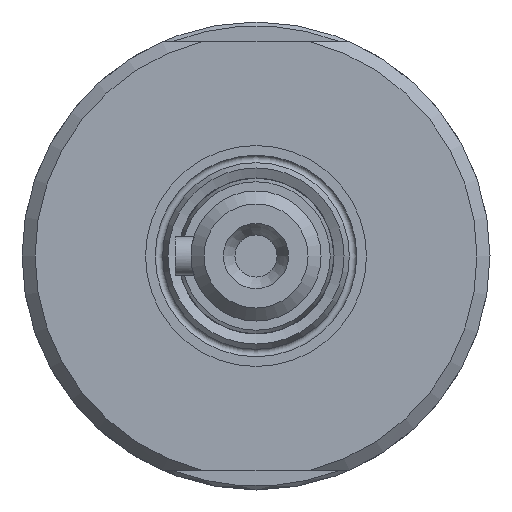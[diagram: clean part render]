
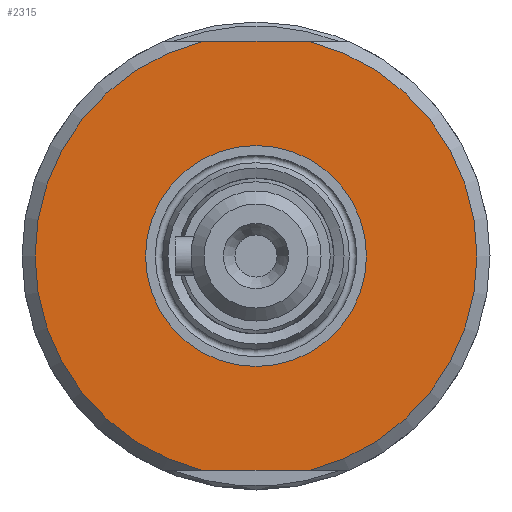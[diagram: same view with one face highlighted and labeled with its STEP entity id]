
A CAD part, left-side view. The second image highlights one B-rep face of the part: STEP entity #2315.
In plain terms, the highlighted planar face has unit normal (-1, 0, 0).
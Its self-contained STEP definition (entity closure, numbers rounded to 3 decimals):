
#260=LINE('',#3801,#473);
#261=LINE('',#3805,#474);
#473=VECTOR('',#3025,10.);
#474=VECTOR('',#3028,10.);
#643=FACE_BOUND('',#879,.T.);
#745=FACE_OUTER_BOUND('',#878,.T.);
#878=EDGE_LOOP('',(#2019,#2020,#2021,#2022));
#879=EDGE_LOOP('',(#2023,#2024));
#955=CIRCLE('',#2499,8.5);
#956=CIRCLE('',#2500,8.5);
#957=CIRCLE('',#2502,17.);
#958=CIRCLE('',#2503,17.);
#1152=VERTEX_POINT('',#3793);
#1153=VERTEX_POINT('',#3794);
#1154=VERTEX_POINT('',#3799);
#1155=VERTEX_POINT('',#3800);
#1156=VERTEX_POINT('',#3802);
#1157=VERTEX_POINT('',#3804);
#1448=EDGE_CURVE('',#1152,#1153,#955,.T.);
#1449=EDGE_CURVE('',#1153,#1152,#956,.T.);
#1451=EDGE_CURVE('',#1154,#1155,#260,.T.);
#1452=EDGE_CURVE('',#1156,#1155,#957,.T.);
#1453=EDGE_CURVE('',#1156,#1157,#261,.T.);
#1454=EDGE_CURVE('',#1154,#1157,#958,.T.);
#2019=ORIENTED_EDGE('',*,*,#1451,.T.);
#2020=ORIENTED_EDGE('',*,*,#1452,.F.);
#2021=ORIENTED_EDGE('',*,*,#1453,.T.);
#2022=ORIENTED_EDGE('',*,*,#1454,.F.);
#2023=ORIENTED_EDGE('',*,*,#1448,.T.);
#2024=ORIENTED_EDGE('',*,*,#1449,.T.);
#2207=PLANE('',#2501);
#2315=ADVANCED_FACE('',(#745,#643),#2207,.T.);
#2499=AXIS2_PLACEMENT_3D('',#3795,#3018,#3019);
#2500=AXIS2_PLACEMENT_3D('',#3796,#3020,#3021);
#2501=AXIS2_PLACEMENT_3D('',#3798,#3023,#3024);
#2502=AXIS2_PLACEMENT_3D('',#3803,#3026,#3027);
#2503=AXIS2_PLACEMENT_3D('',#3806,#3029,#3030);
#3018=DIRECTION('center_axis',(1.,0.,0.));
#3019=DIRECTION('ref_axis',(0.,1.,0.));
#3020=DIRECTION('center_axis',(1.,0.,0.));
#3021=DIRECTION('ref_axis',(0.,1.,0.));
#3023=DIRECTION('center_axis',(-1.,0.,0.));
#3024=DIRECTION('ref_axis',(0.,0.,1.));
#3025=DIRECTION('',(0.,-1.,0.));
#3026=DIRECTION('center_axis',(1.,0.,0.));
#3027=DIRECTION('ref_axis',(0.,-1.,0.));
#3028=DIRECTION('',(0.,1.,0.));
#3029=DIRECTION('center_axis',(1.,0.,0.));
#3030=DIRECTION('ref_axis',(0.,-1.,0.));
#3793=CARTESIAN_POINT('',(-82.,8.5,0.));
#3794=CARTESIAN_POINT('',(-82.,-8.5,0.));
#3795=CARTESIAN_POINT('Origin',(-82.,0.,0.));
#3796=CARTESIAN_POINT('Origin',(-82.,0.,0.));
#3798=CARTESIAN_POINT('Origin',(-82.,9.,0.));
#3799=CARTESIAN_POINT('',(-82.,4.093,-16.5));
#3800=CARTESIAN_POINT('',(-82.,-4.093,-16.5));
#3801=CARTESIAN_POINT('',(-82.,0.903,-16.5));
#3802=CARTESIAN_POINT('',(-82.,-4.093,16.5));
#3803=CARTESIAN_POINT('Origin',(-82.,0.,0.));
#3804=CARTESIAN_POINT('',(-82.,4.093,16.5));
#3805=CARTESIAN_POINT('',(-82.,8.097,16.5));
#3806=CARTESIAN_POINT('Origin',(-82.,0.,0.));
